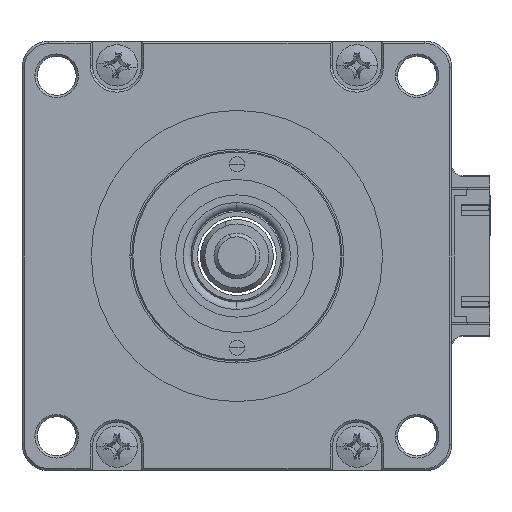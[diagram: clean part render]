
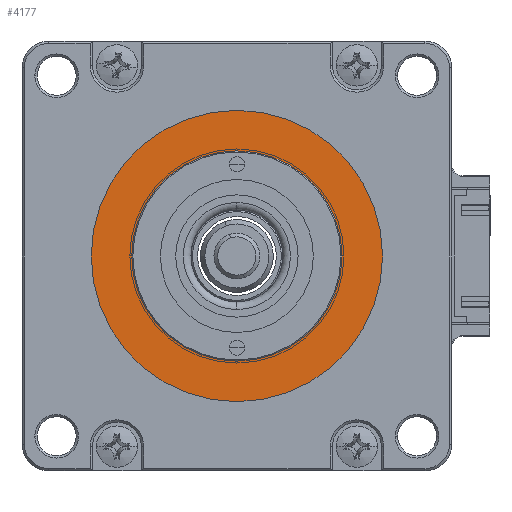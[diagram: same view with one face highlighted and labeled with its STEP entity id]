
A CAD part, left-side view. The second image highlights one B-rep face of the part: STEP entity #4177.
In plain terms, the highlighted planar face has unit normal (-1, 0, 0).
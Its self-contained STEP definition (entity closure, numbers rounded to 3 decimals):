
#520 = CARTESIAN_POINT ( 'NONE',  ( -32.623, 29.072, 72.9 ) ) ;
#843 = CARTESIAN_POINT ( 'NONE',  ( -32.623, 4.472, 48.3 ) ) ;
#1701 = VERTEX_POINT ( 'NONE', #11261 ) ;
#1850 = DIRECTION ( 'NONE',  ( 0., -1., 0. ) ) ;
#2052 = CARTESIAN_POINT ( 'NONE',  ( -32.623, 4.472, 48.3 ) ) ;
#2583 = DIRECTION ( 'NONE',  ( -1., 0., 0. ) ) ;
#2921 = FACE_BOUND ( 'NONE', #3112, .T. ) ;
#3058 = DIRECTION ( 'NONE',  ( 0., -1., 0. ) ) ;
#3112 = EDGE_LOOP ( 'NONE', ( #11020, #11157 ) ) ;
#3560 = AXIS2_PLACEMENT_3D ( 'NONE', #520, #10700, #4570 ) ;
#3655 = CARTESIAN_POINT ( 'NONE',  ( -32.623, -14.578, 48.3 ) ) ;
#4177 = ADVANCED_FACE ( 'NONE', ( #2921, #6536 ), #8613, .T. ) ;
#4545 = DIRECTION ( 'NONE',  ( -1., 0., 0. ) ) ;
#4570 = DIRECTION ( 'NONE',  ( 0., -1., 0. ) ) ;
#4871 = AXIS2_PLACEMENT_3D ( 'NONE', #8648, #2583, #9684 ) ;
#5068 = VERTEX_POINT ( 'NONE', #5078 ) ;
#5078 = CARTESIAN_POINT ( 'NONE',  ( -32.623, 23.522, 48.3 ) ) ;
#5318 = AXIS2_PLACEMENT_3D ( 'NONE', #2052, #9138, #3058 ) ;
#5511 = CIRCLE ( 'NONE', #4871, 19.05 ) ;
#6536 = FACE_OUTER_BOUND ( 'NONE', #11237, .T. ) ;
#6680 = VERTEX_POINT ( 'NONE', #10444 ) ;
#6885 = AXIS2_PLACEMENT_3D ( 'NONE', #843, #7903, #1850 ) ;
#7125 = CIRCLE ( 'NONE', #5318, 19.05 ) ;
#7661 = CIRCLE ( 'NONE', #11860, 13.75 ) ;
#7903 = DIRECTION ( 'NONE',  ( -1., 0., 0. ) ) ;
#8613 = PLANE ( 'NONE',  #3560 ) ;
#8648 = CARTESIAN_POINT ( 'NONE',  ( -32.623, 4.472, 48.3 ) ) ;
#8685 = EDGE_CURVE ( 'NONE', #6680, #1701, #7661, .T. ) ;
#9138 = DIRECTION ( 'NONE',  ( -1., 0., 0. ) ) ;
#9366 = EDGE_CURVE ( 'NONE', #1701, #6680, #11830, .T. ) ;
#9684 = DIRECTION ( 'NONE',  ( 0., -1., 0. ) ) ;
#10444 = CARTESIAN_POINT ( 'NONE',  ( -32.623, -9.278, 48.3 ) ) ;
#10666 = EDGE_CURVE ( 'NONE', #12612, #5068, #7125, .T. ) ;
#10678 = CARTESIAN_POINT ( 'NONE',  ( -32.623, 4.472, 48.3 ) ) ;
#10700 = DIRECTION ( 'NONE',  ( -1., 0., 0. ) ) ;
#10970 = ORIENTED_EDGE ( 'NONE', *, *, #11585, .T. ) ;
#11020 = ORIENTED_EDGE ( 'NONE', *, *, #9366, .F. ) ;
#11157 = ORIENTED_EDGE ( 'NONE', *, *, #8685, .F. ) ;
#11237 = EDGE_LOOP ( 'NONE', ( #12698, #10970 ) ) ;
#11261 = CARTESIAN_POINT ( 'NONE',  ( -32.623, 18.222, 48.3 ) ) ;
#11585 = EDGE_CURVE ( 'NONE', #5068, #12612, #5511, .T. ) ;
#11688 = DIRECTION ( 'NONE',  ( 0., -1., 0. ) ) ;
#11830 = CIRCLE ( 'NONE', #6885, 13.75 ) ;
#11860 = AXIS2_PLACEMENT_3D ( 'NONE', #10678, #4545, #11688 ) ;
#12612 = VERTEX_POINT ( 'NONE', #3655 ) ;
#12698 = ORIENTED_EDGE ( 'NONE', *, *, #10666, .T. ) ;
